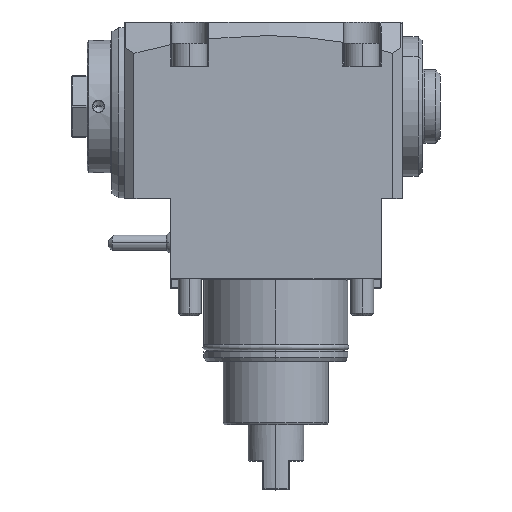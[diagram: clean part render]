
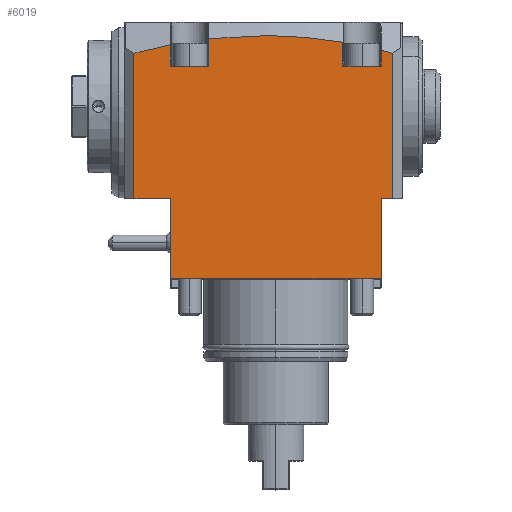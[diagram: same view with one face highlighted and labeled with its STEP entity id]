
A CAD part, top view. The second image highlights one B-rep face of the part: STEP entity #6019.
In plain terms, the highlighted planar face has unit normal (0, 0, 1).
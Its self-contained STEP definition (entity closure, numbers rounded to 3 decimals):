
#291=DIRECTION('',(-1.,0.,0.));
#292=VECTOR('',#291,110.);
#293=CARTESIAN_POINT('',(134.,0.,56.));
#294=LINE('',#293,#292);
#459=DIRECTION('',(0.,-1.,0.));
#460=VECTOR('',#459,75.637);
#461=CARTESIAN_POINT('',(140.,117.637,56.));
#462=LINE('',#461,#460);
#463=DIRECTION('',(-1.,0.,0.));
#464=VECTOR('',#463,6.);
#465=CARTESIAN_POINT('',(140.,42.,56.));
#466=LINE('',#465,#464);
#467=DIRECTION('',(0.,1.,0.));
#468=VECTOR('',#467,42.);
#469=CARTESIAN_POINT('',(134.,0.,56.));
#470=LINE('',#469,#468);
#471=DIRECTION('',(0.,1.,0.));
#472=VECTOR('',#471,42.);
#473=CARTESIAN_POINT('',(24.,0.,56.));
#474=LINE('',#473,#472);
#475=DIRECTION('',(1.,0.,0.));
#476=VECTOR('',#475,19.);
#477=CARTESIAN_POINT('',(5.,42.,56.));
#478=LINE('',#477,#476);
#479=CARTESIAN_POINT('',(23.931,122.14,56.));
#480=CARTESIAN_POINT('',(17.564,120.878,56.));
#481=CARTESIAN_POINT('',(11.254,119.375,56.));
#482=CARTESIAN_POINT('',(5.,117.637,56.));
#484=DIRECTION('',(-0.631,0.776,0.));
#485=VECTOR('',#484,0.11);
#486=CARTESIAN_POINT('',(24.,122.055,56.));
#487=LINE('',#486,#485);
#488=DIRECTION('',(0.,1.,0.));
#489=VECTOR('',#488,11.055);
#490=CARTESIAN_POINT('',(24.,111.,56.));
#491=LINE('',#490,#489);
#492=DIRECTION('',(0.,-1.,0.));
#493=VECTOR('',#492,14.285);
#494=CARTESIAN_POINT('',(44.,125.285,56.));
#495=LINE('',#494,#493);
#496=CARTESIAN_POINT('',(44.,125.285,56.));
#497=CARTESIAN_POINT('',(55.71,126.638,56.));
#498=CARTESIAN_POINT('',(79.086,127.665,56.));
#499=CARTESIAN_POINT('',(102.377,125.4,56.));
#500=CARTESIAN_POINT('',(114.,123.437,56.));
#502=DIRECTION('',(0.,1.,0.));
#503=VECTOR('',#502,12.437);
#504=CARTESIAN_POINT('',(114.,111.,56.));
#505=LINE('',#504,#503);
#506=DIRECTION('',(0.,-1.,0.));
#507=VECTOR('',#506,8.101);
#508=CARTESIAN_POINT('',(134.,119.101,56.));
#509=LINE('',#508,#507);
#510=DIRECTION('',(-0.645,-0.764,0.));
#511=VECTOR('',#510,0.136);
#512=CARTESIAN_POINT('',(134.088,119.205,56.));
#513=LINE('',#512,#511);
#514=CARTESIAN_POINT('',(134.088,119.205,56.));
#515=CARTESIAN_POINT('',(136.065,118.706,56.));
#516=CARTESIAN_POINT('',(138.035,118.183,56.));
#517=CARTESIAN_POINT('',(140.,117.637,56.));
#530=CARTESIAN_POINT('',(140.,117.637,56.));
#950=CARTESIAN_POINT('',(44.,125.285,56.));
#979=DIRECTION('',(-1.,0.,0.));
#980=VECTOR('',#979,20.);
#981=CARTESIAN_POINT('',(134.,111.,56.));
#982=LINE('',#981,#980);
#1156=DIRECTION('',(-1.,0.,0.));
#1157=VECTOR('',#1156,20.);
#1158=CARTESIAN_POINT('',(44.,111.,56.));
#1159=LINE('',#1158,#1157);
#1254=DIRECTION('',(0.,-1.,0.));
#1255=VECTOR('',#1254,75.637);
#1256=CARTESIAN_POINT('',(5.,117.637,56.));
#1257=LINE('',#1256,#1255);
#1270=CARTESIAN_POINT('',(5.,117.637,56.));
#4633=VERTEX_POINT('',#1270);
#4636=VERTEX_POINT('',#530);
#4642=CARTESIAN_POINT('',(24.,111.,56.));
#4644=VERTEX_POINT('',#4642);
#4645=CARTESIAN_POINT('',(24.,122.055,56.));
#4646=CARTESIAN_POINT('',(23.931,122.14,56.));
#4647=VERTEX_POINT('',#4645);
#4648=VERTEX_POINT('',#4646);
#4656=VERTEX_POINT('',#950);
#4657=CARTESIAN_POINT('',(44.,111.,56.));
#4658=VERTEX_POINT('',#4657);
#4679=VERTEX_POINT('',#514);
#4680=VERTEX_POINT('',#500);
#4682=CARTESIAN_POINT('',(114.,111.,56.));
#4684=VERTEX_POINT('',#4682);
#4689=CARTESIAN_POINT('',(134.,111.,56.));
#4691=VERTEX_POINT('',#4689);
#4738=CARTESIAN_POINT('',(134.,119.101,56.));
#4740=VERTEX_POINT('',#4738);
#5206=CARTESIAN_POINT('',(24.,0.,56.));
#5207=CARTESIAN_POINT('',(24.,42.,56.));
#5208=VERTEX_POINT('',#5206);
#5209=VERTEX_POINT('',#5207);
#5210=CARTESIAN_POINT('',(5.,42.,56.));
#5211=VERTEX_POINT('',#5210);
#5218=CARTESIAN_POINT('',(134.,0.,56.));
#5219=VERTEX_POINT('',#5218);
#5266=CARTESIAN_POINT('',(140.,42.,56.));
#5267=VERTEX_POINT('',#5266);
#5268=CARTESIAN_POINT('',(134.,42.,56.));
#5269=VERTEX_POINT('',#5268);
#5978=CARTESIAN_POINT('',(0.,134.,56.));
#5979=DIRECTION('',(0.,0.,1.));
#5980=DIRECTION('',(0.,-1.,0.));
#5981=AXIS2_PLACEMENT_3D('',#5978,#5979,#5980);
#5982=PLANE('',#5981);
#5984=ORIENTED_EDGE('',*,*,#5983,.T.);
#5986=ORIENTED_EDGE('',*,*,#5985,.T.);
#5988=ORIENTED_EDGE('',*,*,#5987,.F.);
#5989=ORIENTED_EDGE('',*,*,#5701,.T.);
#5990=ORIENTED_EDGE('',*,*,#5681,.T.);
#5992=ORIENTED_EDGE('',*,*,#5991,.F.);
#5994=ORIENTED_EDGE('',*,*,#5993,.F.);
#5996=ORIENTED_EDGE('',*,*,#5995,.F.);
#5998=ORIENTED_EDGE('',*,*,#5997,.F.);
#6000=ORIENTED_EDGE('',*,*,#5999,.F.);
#6002=ORIENTED_EDGE('',*,*,#6001,.F.);
#6004=ORIENTED_EDGE('',*,*,#6003,.F.);
#6006=ORIENTED_EDGE('',*,*,#6005,.T.);
#6008=ORIENTED_EDGE('',*,*,#6007,.F.);
#6010=ORIENTED_EDGE('',*,*,#6009,.F.);
#6012=ORIENTED_EDGE('',*,*,#6011,.F.);
#6014=ORIENTED_EDGE('',*,*,#6013,.F.);
#6016=ORIENTED_EDGE('',*,*,#6015,.T.);
#6017=EDGE_LOOP('',(#5984,#5986,#5988,#5989,#5990,#5992,#5994,#5996,#5998,#6000,
#6002,#6004,#6006,#6008,#6010,#6012,#6014,#6016));
#6018=FACE_OUTER_BOUND('',#6017,.F.);
#483=B_SPLINE_CURVE_WITH_KNOTS('',3,(#479,#480,#481,#482),.UNSPECIFIED.,.F.,.F.,
(4,4),(0.,1.),.UNSPECIFIED.);
#501=B_SPLINE_CURVE_WITH_KNOTS('',3,(#496,#497,#498,#499,#500),.UNSPECIFIED.,
.F.,.F.,(4,1,4),(0.,0.5,1.),.UNSPECIFIED.);
#518=B_SPLINE_CURVE_WITH_KNOTS('',3,(#514,#515,#516,#517),.UNSPECIFIED.,.F.,.F.,
(4,4),(0.,1.),.UNSPECIFIED.);
#5681=EDGE_CURVE('',#5208,#5209,#474,.T.);
#5701=EDGE_CURVE('',#5219,#5208,#294,.T.);
#5983=EDGE_CURVE('',#4636,#5267,#462,.T.);
#5985=EDGE_CURVE('',#5267,#5269,#466,.T.);
#5987=EDGE_CURVE('',#5219,#5269,#470,.T.);
#5991=EDGE_CURVE('',#5211,#5209,#478,.T.);
#5993=EDGE_CURVE('',#4633,#5211,#1257,.T.);
#5995=EDGE_CURVE('',#4648,#4633,#483,.T.);
#5997=EDGE_CURVE('',#4647,#4648,#487,.T.);
#5999=EDGE_CURVE('',#4644,#4647,#491,.T.);
#6001=EDGE_CURVE('',#4658,#4644,#1159,.T.);
#6003=EDGE_CURVE('',#4656,#4658,#495,.T.);
#6005=EDGE_CURVE('',#4656,#4680,#501,.T.);
#6007=EDGE_CURVE('',#4684,#4680,#505,.T.);
#6009=EDGE_CURVE('',#4691,#4684,#982,.T.);
#6011=EDGE_CURVE('',#4740,#4691,#509,.T.);
#6013=EDGE_CURVE('',#4679,#4740,#513,.T.);
#6015=EDGE_CURVE('',#4679,#4636,#518,.T.);
#6019=ADVANCED_FACE('',(#6018),#5982,.T.);
